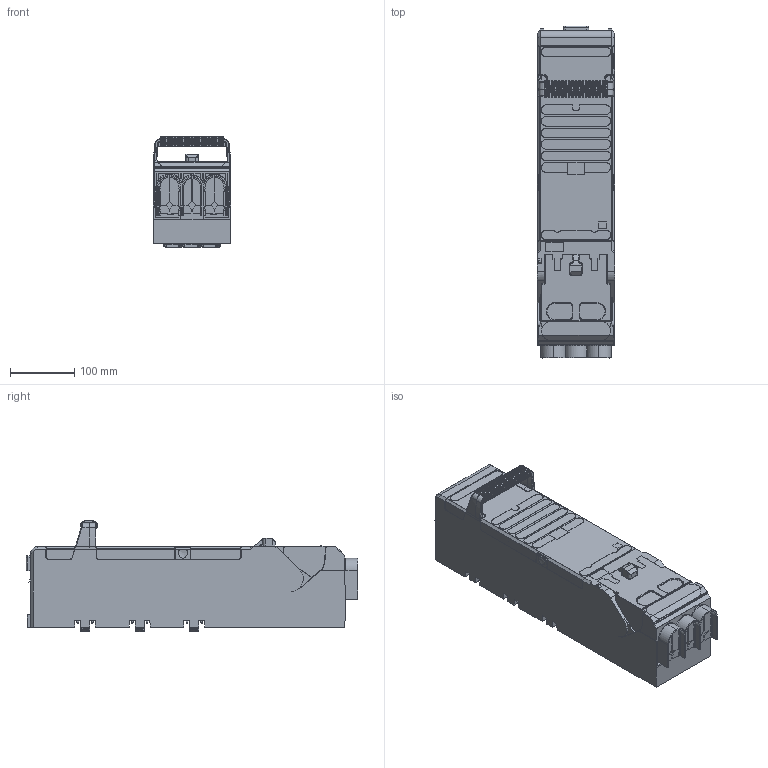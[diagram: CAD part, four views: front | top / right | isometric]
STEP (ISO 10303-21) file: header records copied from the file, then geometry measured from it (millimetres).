
FILE_DESCRIPTION(/* description */ (''),/* implementation_level */ '2;1');
FILE_NAME(/* name */ 'sld1_Dummy.stp',/* time_stamp */ '2017-02-16T13:34:06+01:00',/* author */ (''),/* organization */ (''),/* preprocessor_version */ 'ST-DEVELOPER v16',/* originating_system */ 'SIEMENS PLM Software NX 11.0',/* authorisation */ '');
FILE_SCHEMA (('AP203_CONFIGURATION_CONTROLLED_3D_DESIGN_OF_MECHANICAL_PARTS_AND_ASSEMBLIES_MIM_LF { 1 0 10303 403 2 1 2}'));
Products named in the file (1): admi158485E9gu2v
Bounding box: 120 x 517.02 x 173.45 mm (x, y, z)
Volume: 7275412.2 mm3; surface area: 444976.2 mm2
Topology: 1 solids, 5 shells, 5520 faces, 14817 edges, 9070 vertices
Faces by surface type: cylinder 2565, plane 1370, bspline 1048, sphere 278, torus 127, cone 98, extrusion 34
Entity records: 241802 total; most frequent: CARTESIAN_POINT 84656, ORIENTED_EDGE 29088, DIRECTION 21062, EDGE_CURVE 14544, VERTEX_POINT 9062, AXIS2_PLACEMENT_3D 7653, VECTOR 5756, LINE 5722
